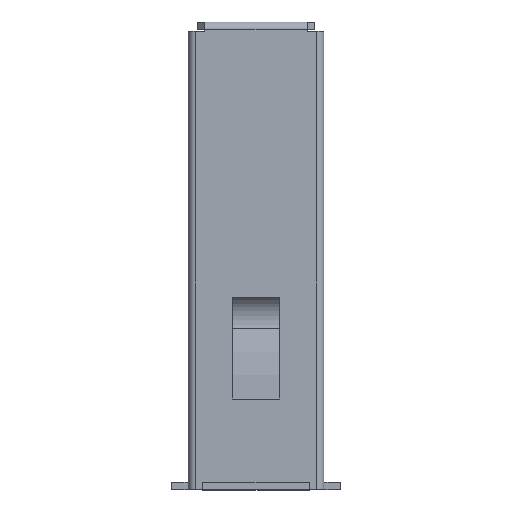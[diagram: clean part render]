
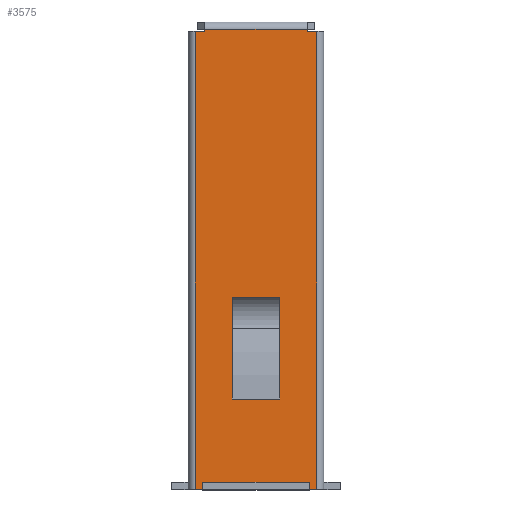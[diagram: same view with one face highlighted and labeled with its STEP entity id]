
A CAD part, top view. The second image highlights one B-rep face of the part: STEP entity #3575.
In plain terms, the highlighted planar face has unit normal (0, 0, 1).
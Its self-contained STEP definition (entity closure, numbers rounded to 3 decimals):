
#3448 = VERTEX_POINT('',#3449);
#3449 = CARTESIAN_POINT('',(2.56,6.72,13.822));
#3471 = EDGE_CURVE('',#3472,#3448,#3474,.T.);
#3472 = VERTEX_POINT('',#3473);
#3473 = CARTESIAN_POINT('',(2.56,-12.58,13.822));
#3474 = LINE('',#3475,#3476);
#3475 = CARTESIAN_POINT('',(2.56,-12.58,13.822));
#3476 = VECTOR('',#3477,1.);
#3477 = DIRECTION('',(0.,1.,0.));
#3526 = EDGE_CURVE('',#3472,#3527,#3529,.T.);
#3527 = VERTEX_POINT('',#3528);
#3528 = CARTESIAN_POINT('',(2.25,-12.58,13.822));
#3529 = LINE('',#3530,#3531);
#3530 = CARTESIAN_POINT('',(2.56,-12.58,13.822));
#3531 = VECTOR('',#3532,1.);
#3532 = DIRECTION('',(-1.,0.,0.));
#3549 = VERTEX_POINT('',#3550);
#3550 = CARTESIAN_POINT('',(2.25,-12.28,13.822));
#3565 = EDGE_CURVE('',#3549,#3527,#3566,.T.);
#3566 = LINE('',#3567,#3568);
#3567 = CARTESIAN_POINT('',(2.25,-12.28,13.822));
#3568 = VECTOR('',#3569,1.);
#3569 = DIRECTION('',(0.,-1.,0.));
#3575 = ADVANCED_FACE('',(#3576,#3651),#3685,.T.);
#3576 = FACE_BOUND('',#3577,.T.);
#3577 = EDGE_LOOP('',(#3578,#3588,#3596,#3604,#3612,#3620,#3626,#3627,
    #3628,#3629,#3637,#3645));
#3578 = ORIENTED_EDGE('',*,*,#3579,.T.);
#3579 = EDGE_CURVE('',#3580,#3582,#3584,.T.);
#3580 = VERTEX_POINT('',#3581);
#3581 = CARTESIAN_POINT('',(-2.15,6.82,13.822));
#3582 = VERTEX_POINT('',#3583);
#3583 = CARTESIAN_POINT('',(-2.15,6.72,13.822));
#3584 = LINE('',#3585,#3586);
#3585 = CARTESIAN_POINT('',(-2.15,6.82,13.822));
#3586 = VECTOR('',#3587,1.);
#3587 = DIRECTION('',(0.,-1.,0.));
#3588 = ORIENTED_EDGE('',*,*,#3589,.T.);
#3589 = EDGE_CURVE('',#3582,#3590,#3592,.T.);
#3590 = VERTEX_POINT('',#3591);
#3591 = CARTESIAN_POINT('',(-2.56,6.72,13.822));
#3592 = LINE('',#3593,#3594);
#3593 = CARTESIAN_POINT('',(-2.15,6.72,13.822));
#3594 = VECTOR('',#3595,1.);
#3595 = DIRECTION('',(-1.,0.,0.));
#3596 = ORIENTED_EDGE('',*,*,#3597,.F.);
#3597 = EDGE_CURVE('',#3598,#3590,#3600,.T.);
#3598 = VERTEX_POINT('',#3599);
#3599 = CARTESIAN_POINT('',(-2.56,-12.58,13.822));
#3600 = LINE('',#3601,#3602);
#3601 = CARTESIAN_POINT('',(-2.56,-12.58,13.822));
#3602 = VECTOR('',#3603,1.);
#3603 = DIRECTION('',(0.,1.,0.));
#3604 = ORIENTED_EDGE('',*,*,#3605,.F.);
#3605 = EDGE_CURVE('',#3606,#3598,#3608,.T.);
#3606 = VERTEX_POINT('',#3607);
#3607 = CARTESIAN_POINT('',(-2.25,-12.58,13.822));
#3608 = LINE('',#3609,#3610);
#3609 = CARTESIAN_POINT('',(-2.25,-12.58,13.822));
#3610 = VECTOR('',#3611,1.);
#3611 = DIRECTION('',(-1.,0.,0.));
#3612 = ORIENTED_EDGE('',*,*,#3613,.F.);
#3613 = EDGE_CURVE('',#3614,#3606,#3616,.T.);
#3614 = VERTEX_POINT('',#3615);
#3615 = CARTESIAN_POINT('',(-2.25,-12.28,13.822));
#3616 = LINE('',#3617,#3618);
#3617 = CARTESIAN_POINT('',(-2.25,-12.28,13.822));
#3618 = VECTOR('',#3619,1.);
#3619 = DIRECTION('',(0.,-1.,0.));
#3620 = ORIENTED_EDGE('',*,*,#3621,.F.);
#3621 = EDGE_CURVE('',#3549,#3614,#3622,.T.);
#3622 = LINE('',#3623,#3624);
#3623 = CARTESIAN_POINT('',(2.25,-12.28,13.822));
#3624 = VECTOR('',#3625,1.);
#3625 = DIRECTION('',(-1.,0.,0.));
#3626 = ORIENTED_EDGE('',*,*,#3565,.T.);
#3627 = ORIENTED_EDGE('',*,*,#3526,.F.);
#3628 = ORIENTED_EDGE('',*,*,#3471,.T.);
#3629 = ORIENTED_EDGE('',*,*,#3630,.T.);
#3630 = EDGE_CURVE('',#3448,#3631,#3633,.T.);
#3631 = VERTEX_POINT('',#3632);
#3632 = CARTESIAN_POINT('',(2.15,6.72,13.822));
#3633 = LINE('',#3634,#3635);
#3634 = CARTESIAN_POINT('',(2.56,6.72,13.822));
#3635 = VECTOR('',#3636,1.);
#3636 = DIRECTION('',(-1.,0.,0.));
#3637 = ORIENTED_EDGE('',*,*,#3638,.T.);
#3638 = EDGE_CURVE('',#3631,#3639,#3641,.T.);
#3639 = VERTEX_POINT('',#3640);
#3640 = CARTESIAN_POINT('',(2.15,6.82,13.822));
#3641 = LINE('',#3642,#3643);
#3642 = CARTESIAN_POINT('',(2.15,6.72,13.822));
#3643 = VECTOR('',#3644,1.);
#3644 = DIRECTION('',(0.,1.,0.));
#3645 = ORIENTED_EDGE('',*,*,#3646,.T.);
#3646 = EDGE_CURVE('',#3639,#3580,#3647,.T.);
#3647 = LINE('',#3648,#3649);
#3648 = CARTESIAN_POINT('',(2.15,6.82,13.822));
#3649 = VECTOR('',#3650,1.);
#3650 = DIRECTION('',(-1.,0.,0.));
#3651 = FACE_BOUND('',#3652,.T.);
#3652 = EDGE_LOOP('',(#3653,#3663,#3671,#3679));
#3653 = ORIENTED_EDGE('',*,*,#3654,.T.);
#3654 = EDGE_CURVE('',#3655,#3657,#3659,.T.);
#3655 = VERTEX_POINT('',#3656);
#3656 = CARTESIAN_POINT('',(-1.,-4.485,13.822));
#3657 = VERTEX_POINT('',#3658);
#3658 = CARTESIAN_POINT('',(1.,-4.485,13.822));
#3659 = LINE('',#3660,#3661);
#3660 = CARTESIAN_POINT('',(-1.,-4.485,13.822));
#3661 = VECTOR('',#3662,1.);
#3662 = DIRECTION('',(1.,0.,0.));
#3663 = ORIENTED_EDGE('',*,*,#3664,.T.);
#3664 = EDGE_CURVE('',#3657,#3665,#3667,.T.);
#3665 = VERTEX_POINT('',#3666);
#3666 = CARTESIAN_POINT('',(1.,-8.769,13.822));
#3667 = LINE('',#3668,#3669);
#3668 = CARTESIAN_POINT('',(1.,-4.485,13.822));
#3669 = VECTOR('',#3670,1.);
#3670 = DIRECTION('',(0.,-1.,0.));
#3671 = ORIENTED_EDGE('',*,*,#3672,.F.);
#3672 = EDGE_CURVE('',#3673,#3665,#3675,.T.);
#3673 = VERTEX_POINT('',#3674);
#3674 = CARTESIAN_POINT('',(-1.,-8.769,13.822));
#3675 = LINE('',#3676,#3677);
#3676 = CARTESIAN_POINT('',(-1.,-8.769,13.822));
#3677 = VECTOR('',#3678,1.);
#3678 = DIRECTION('',(1.,0.,0.));
#3679 = ORIENTED_EDGE('',*,*,#3680,.F.);
#3680 = EDGE_CURVE('',#3655,#3673,#3681,.T.);
#3681 = LINE('',#3682,#3683);
#3682 = CARTESIAN_POINT('',(-1.,-4.485,13.822));
#3683 = VECTOR('',#3684,1.);
#3684 = DIRECTION('',(0.,-1.,0.));
#3685 = PLANE('',#3686);
#3686 = AXIS2_PLACEMENT_3D('',#3687,#3688,#3689);
#3687 = CARTESIAN_POINT('',(2.86,-12.58,13.822));
#3688 = DIRECTION('',(0.,0.,1.));
#3689 = DIRECTION('',(1.,0.,0.));
